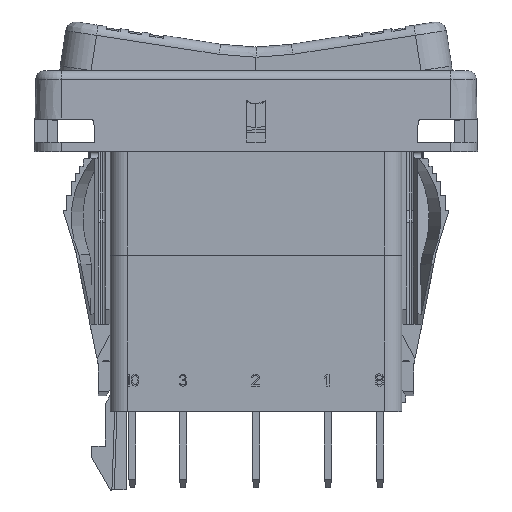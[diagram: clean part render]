
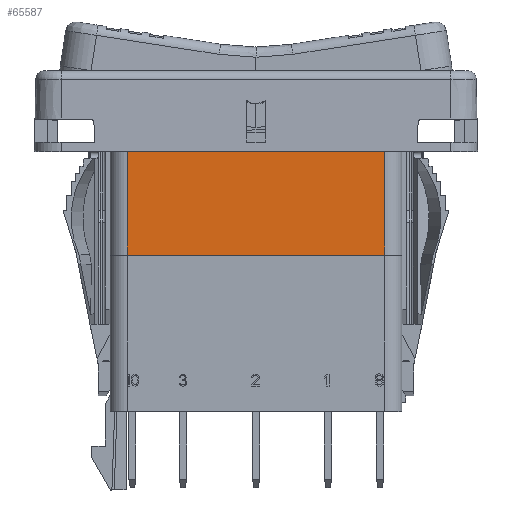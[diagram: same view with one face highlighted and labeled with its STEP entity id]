
A CAD part, top view. The second image highlights one B-rep face of the part: STEP entity #65587.
In plain terms, the highlighted planar face has unit normal (0, 0, 1).
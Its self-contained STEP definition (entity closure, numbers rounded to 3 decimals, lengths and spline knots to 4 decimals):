
#2002=DIRECTION('',(-1.,0.,0.));
#2003=VECTOR('',#2002,1.116);
#2004=CARTESIAN_POINT('',(0.558,0.452,0.41));
#2005=LINE('',#2004,#2003);
#22047=DIRECTION('',(0.,-1.,0.));
#22048=VECTOR('',#22047,0.45);
#22049=CARTESIAN_POINT('',(-0.558,0.452,0.41));
#22050=LINE('',#22049,#22048);
#22065=DIRECTION('',(-1.,0.,0.));
#22066=VECTOR('',#22065,1.116);
#22067=CARTESIAN_POINT('',(0.558,0.002,0.41));
#22068=LINE('',#22067,#22066);
#22069=DIRECTION('',(0.,1.,0.));
#22070=VECTOR('',#22069,0.45);
#22071=CARTESIAN_POINT('',(0.558,0.002,0.41));
#22072=LINE('',#22071,#22070);
#34960=CARTESIAN_POINT('',(0.558,0.002,0.41));
#34961=CARTESIAN_POINT('',(0.558,0.452,0.41));
#34962=VERTEX_POINT('',#34960);
#34963=VERTEX_POINT('',#34961);
#34968=CARTESIAN_POINT('',(-0.558,0.452,0.41));
#34969=CARTESIAN_POINT('',(-0.558,0.002,0.41));
#34970=VERTEX_POINT('',#34968);
#34971=VERTEX_POINT('',#34969);
#65575=CARTESIAN_POINT('',(0.,0.452,0.41));
#65576=DIRECTION('',(0.,0.,-1.));
#65577=DIRECTION('',(-1.,0.,0.));
#65578=AXIS2_PLACEMENT_3D('',#65575,#65576,#65577);
#65579=PLANE('',#65578);
#65581=ORIENTED_EDGE('',*,*,#65580,.F.);
#65582=ORIENTED_EDGE('',*,*,#39095,.T.);
#65583=ORIENTED_EDGE('',*,*,#65567,.F.);
#65584=ORIENTED_EDGE('',*,*,#39884,.F.);
#65585=EDGE_LOOP('',(#65581,#65582,#65583,#65584));
#65586=FACE_OUTER_BOUND('',#65585,.F.);
#39095=EDGE_CURVE('',#34962,#34971,#22068,.T.);
#39884=EDGE_CURVE('',#34963,#34970,#2005,.T.);
#65567=EDGE_CURVE('',#34970,#34971,#22050,.T.);
#65580=EDGE_CURVE('',#34962,#34963,#22072,.T.);
#65587=ADVANCED_FACE('',(#65586),#65579,.F.);
